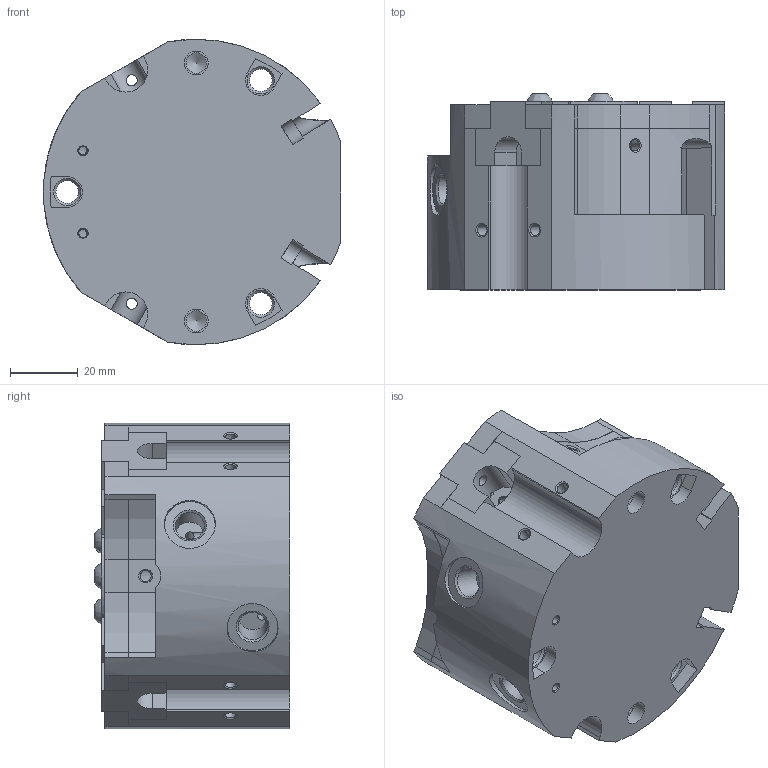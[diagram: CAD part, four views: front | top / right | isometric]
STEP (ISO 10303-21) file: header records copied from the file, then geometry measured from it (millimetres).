
FILE_DESCRIPTION( ( 'STEP AP203' ), '1' );
FILE_NAME( 'QPG309S_OP090SNT_0_2_03.stp', ' ', ( ' ' ), ( ' ' ), 'PSStep 15.0.47', 'PARTsolutions', ' ' );
FILE_SCHEMA( ( 'CONFIG_CONTROL_DESIGN' ) );
Length unit declared in the file: millimetre
Products named in the file (3): QPG309S OP090SNT 0; _QPG309-001; _OPG208S-009
Assembly tree (4 placements, depth 2):
  QPG309S OP090SNT 0
    _QPG309-001
    _OPG208S-009  x3
Bounding box: 87.5 x 57.7 x 89.97 mm (x, y, z)
Volume: 276673.3 mm3; surface area: 54830.8 mm2
Topology: 4 solids, 4 shells, 345 faces, 933 edges, 610 vertices
Faces by surface type: plane 209, cylinder 88, cone 45, bspline 3
Full cylindrical faces by diameter (mm): 2.459 x5, 2.5 x2, 3 x2, 3.242 x13, 5 x3, 6 x2, 6.647 x3, 7 x4, 8.566 x2, 9 x3, 11 x3, 15 x2
Entity records: 8944 total; most frequent: CARTESIAN_POINT 2075, DIRECTION 1395, ORIENTED_EDGE 1312, EDGE_CURVE 656, AXIS2_PLACEMENT_3D 476, VERTEX_POINT 474, LINE 443, VECTOR 443
